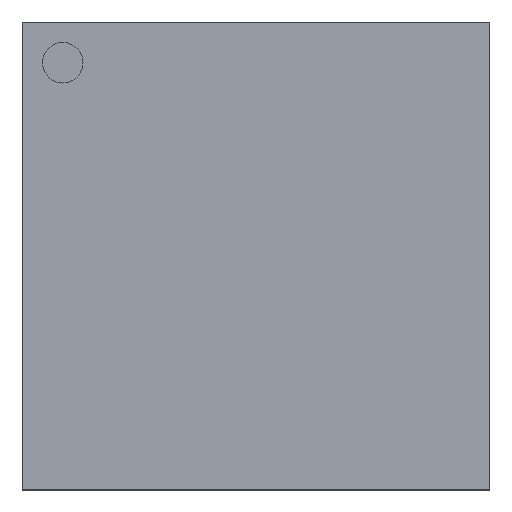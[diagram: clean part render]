
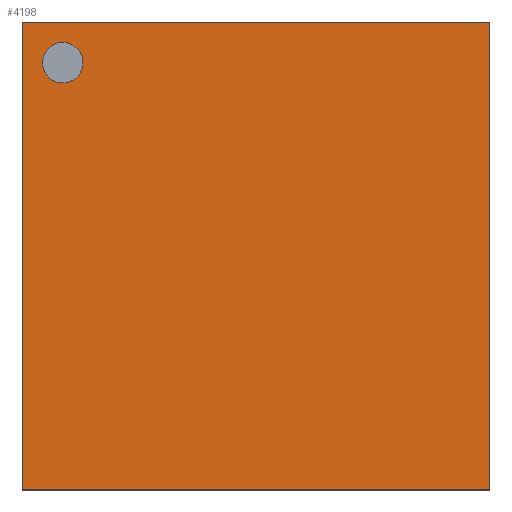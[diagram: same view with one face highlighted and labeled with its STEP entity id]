
A CAD part, top view. The second image highlights one B-rep face of the part: STEP entity #4198.
In plain terms, the highlighted planar face has unit normal (0, 0, 1).
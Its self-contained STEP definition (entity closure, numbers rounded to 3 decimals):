
#73=LINE('',#5892,#646);
#76=LINE('',#5898,#649);
#79=LINE('',#5904,#652);
#82=LINE('',#5908,#655);
#646=VECTOR('',#4772,11.5);
#649=VECTOR('',#4777,11.5);
#652=VECTOR('',#4782,11.5);
#655=VECTOR('',#4787,11.5);
#1222=PLANE('',#4496);
#1485=FACE_BOUND('',#1785,.T.);
#1514=FACE_OUTER_BOUND('',#1784,.T.);
#1784=EDGE_LOOP('',(#3059,#3060,#3061,#3062));
#1785=EDGE_LOOP('',(#3063));
#2070=CIRCLE('',#4490,0.5);
#2074=VERTEX_POINT('',#5883);
#2077=VERTEX_POINT('',#5889);
#2078=VERTEX_POINT('',#5891);
#2080=VERTEX_POINT('',#5897);
#2082=VERTEX_POINT('',#5903);
#2460=EDGE_CURVE('',#2074,#2074,#2070,.T.);
#2463=EDGE_CURVE('',#2078,#2077,#73,.T.);
#2466=EDGE_CURVE('',#2080,#2078,#76,.T.);
#2469=EDGE_CURVE('',#2082,#2080,#79,.T.);
#2472=EDGE_CURVE('',#2077,#2082,#82,.T.);
#3059=ORIENTED_EDGE('',*,*,#2472,.T.);
#3060=ORIENTED_EDGE('',*,*,#2469,.T.);
#3061=ORIENTED_EDGE('',*,*,#2466,.T.);
#3062=ORIENTED_EDGE('',*,*,#2463,.T.);
#3063=ORIENTED_EDGE('',*,*,#2460,.T.);
#4198=ADVANCED_FACE('',(#1514,#1485),#1222,.T.);
#4490=AXIS2_PLACEMENT_3D('',#5884,#4766,#4767);
#4496=AXIS2_PLACEMENT_3D('',#5910,#4790,#4791);
#4766=DIRECTION('center_axis',(0.,0.,-1.));
#4767=DIRECTION('ref_axis',(-1.,0.,0.));
#4772=DIRECTION('',(0.,1.,0.));
#4777=DIRECTION('',(1.,0.,0.));
#4782=DIRECTION('',(0.,-1.,0.));
#4787=DIRECTION('',(-1.,0.,0.));
#4790=DIRECTION('center_axis',(0.,0.,1.));
#4791=DIRECTION('ref_axis',(1.,0.,0.));
#5883=CARTESIAN_POINT('',(-4.25,4.75,2.));
#5884=CARTESIAN_POINT('Origin',(-4.75,4.75,2.));
#5889=CARTESIAN_POINT('',(5.75,5.75,2.));
#5891=CARTESIAN_POINT('',(5.75,-5.75,2.));
#5892=CARTESIAN_POINT('',(5.75,5.75,2.));
#5897=CARTESIAN_POINT('',(-5.75,-5.75,2.));
#5898=CARTESIAN_POINT('',(5.75,-5.75,2.));
#5903=CARTESIAN_POINT('',(-5.75,5.75,2.));
#5904=CARTESIAN_POINT('',(-5.75,-5.75,2.));
#5908=CARTESIAN_POINT('',(-5.75,5.75,2.));
#5910=CARTESIAN_POINT('Origin',(0.,0.,2.));
